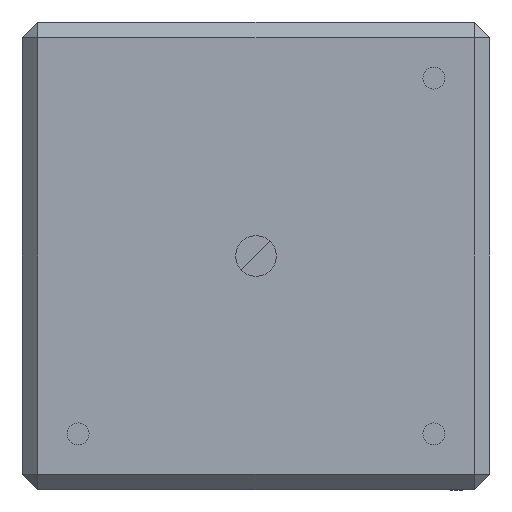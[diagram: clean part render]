
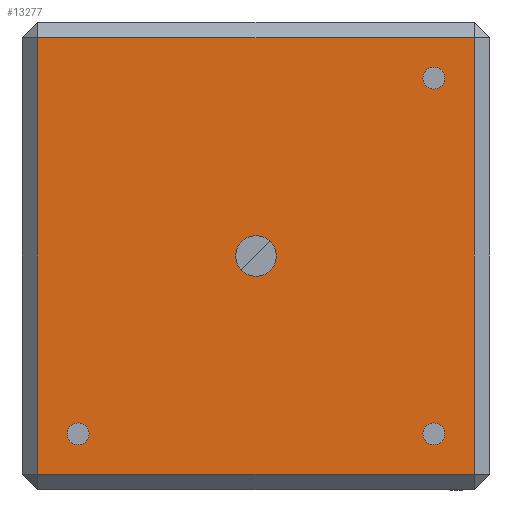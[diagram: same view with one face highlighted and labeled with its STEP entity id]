
A CAD part, front view. The second image highlights one B-rep face of the part: STEP entity #13277.
In plain terms, the highlighted planar face has unit normal (0, -1, 0).
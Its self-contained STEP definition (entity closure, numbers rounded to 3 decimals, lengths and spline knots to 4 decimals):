
#215=FACE_BOUND('',#2618,.T.);
#216=FACE_BOUND('',#2619,.T.);
#217=FACE_BOUND('',#2620,.T.);
#218=FACE_BOUND('',#2621,.T.);
#451=PLANE('',#14132);
#1777=FACE_OUTER_BOUND('',#2617,.T.);
#2617=EDGE_LOOP('',(#10733,#10734,#10735,#10736));
#2618=EDGE_LOOP('',(#10737));
#2619=EDGE_LOOP('',(#10738));
#2620=EDGE_LOOP('',(#10739));
#2621=EDGE_LOOP('',(#10740));
#3743=LINE('',#24966,#4884);
#3744=LINE('',#24968,#4885);
#3745=LINE('',#24970,#4886);
#3746=LINE('',#24971,#4887);
#4884=VECTOR('',#16144,39.3701);
#4885=VECTOR('',#16145,39.3701);
#4886=VECTOR('',#16146,39.3701);
#4887=VECTOR('',#16147,39.3701);
#5446=CIRCLE('',#14076,0.035);
#5448=CIRCLE('',#14079,0.035);
#5450=CIRCLE('',#14082,0.035);
#5453=CIRCLE('',#14086,0.065);
#6200=VERTEX_POINT('',#24741);
#6202=VERTEX_POINT('',#24747);
#6204=VERTEX_POINT('',#24753);
#6207=VERTEX_POINT('',#24761);
#6304=VERTEX_POINT('',#24964);
#6305=VERTEX_POINT('',#24965);
#6306=VERTEX_POINT('',#24967);
#6307=VERTEX_POINT('',#24969);
#7789=EDGE_CURVE('',#6200,#6200,#5446,.T.);
#7792=EDGE_CURVE('',#6202,#6202,#5448,.T.);
#7795=EDGE_CURVE('',#6204,#6204,#5450,.T.);
#7800=EDGE_CURVE('',#6207,#6207,#5453,.T.);
#7901=EDGE_CURVE('',#6304,#6305,#3743,.T.);
#7902=EDGE_CURVE('',#6305,#6306,#3744,.T.);
#7903=EDGE_CURVE('',#6306,#6307,#3745,.T.);
#7904=EDGE_CURVE('',#6307,#6304,#3746,.T.);
#10733=ORIENTED_EDGE('',*,*,#7901,.T.);
#10734=ORIENTED_EDGE('',*,*,#7902,.T.);
#10735=ORIENTED_EDGE('',*,*,#7903,.T.);
#10736=ORIENTED_EDGE('',*,*,#7904,.T.);
#10737=ORIENTED_EDGE('',*,*,#7789,.T.);
#10738=ORIENTED_EDGE('',*,*,#7792,.T.);
#10739=ORIENTED_EDGE('',*,*,#7795,.T.);
#10740=ORIENTED_EDGE('',*,*,#7800,.F.);
#13277=ADVANCED_FACE('',(#1777,#215,#216,#217,#218),#451,.T.);
#14076=AXIS2_PLACEMENT_3D('',#24742,#15968,#15969);
#14079=AXIS2_PLACEMENT_3D('',#24748,#15975,#15976);
#14082=AXIS2_PLACEMENT_3D('',#24754,#15982,#15983);
#14086=AXIS2_PLACEMENT_3D('',#24763,#15992,#15993);
#14132=AXIS2_PLACEMENT_3D('',#24963,#16142,#16143);
#15968=DIRECTION('center_axis',(0.,1.,0.));
#15969=DIRECTION('ref_axis',(1.,0.,0.));
#15975=DIRECTION('center_axis',(0.,1.,0.));
#15976=DIRECTION('ref_axis',(1.,0.,0.));
#15982=DIRECTION('center_axis',(0.,1.,0.));
#15983=DIRECTION('ref_axis',(1.,0.,0.));
#15992=DIRECTION('center_axis',(0.,-1.,0.));
#15993=DIRECTION('ref_axis',(-1.,0.,0.));
#16142=DIRECTION('center_axis',(0.,-1.,0.));
#16143=DIRECTION('ref_axis',(-1.,0.,0.));
#16144=DIRECTION('',(1.,0.,0.));
#16145=DIRECTION('',(0.,0.,1.));
#16146=DIRECTION('',(-1.,0.,0.));
#16147=DIRECTION('',(0.,0.,-1.));
#24741=CARTESIAN_POINT('',(0.535,-0.75,0.57));
#24742=CARTESIAN_POINT('Origin',(0.57,-0.75,0.57));
#24747=CARTESIAN_POINT('',(0.535,-0.75,-0.57));
#24748=CARTESIAN_POINT('Origin',(0.57,-0.75,-0.57));
#24753=CARTESIAN_POINT('',(-0.605,-0.75,-0.57));
#24754=CARTESIAN_POINT('Origin',(-0.57,-0.75,-0.57));
#24761=CARTESIAN_POINT('',(0.065,-0.75,0.));
#24763=CARTESIAN_POINT('Origin',(0.,-0.75,0.));
#24963=CARTESIAN_POINT('Origin',(0.,-0.75,0.));
#24964=CARTESIAN_POINT('',(-0.7,-0.75,-0.7));
#24965=CARTESIAN_POINT('',(0.7,-0.75,-0.7));
#24966=CARTESIAN_POINT('',(0.75,-0.75,-0.7));
#24967=CARTESIAN_POINT('',(0.7,-0.75,0.7));
#24968=CARTESIAN_POINT('',(0.7,-0.75,0.75));
#24969=CARTESIAN_POINT('',(-0.7,-0.75,0.7));
#24970=CARTESIAN_POINT('',(-0.75,-0.75,0.7));
#24971=CARTESIAN_POINT('',(-0.7,-0.75,-0.75));
